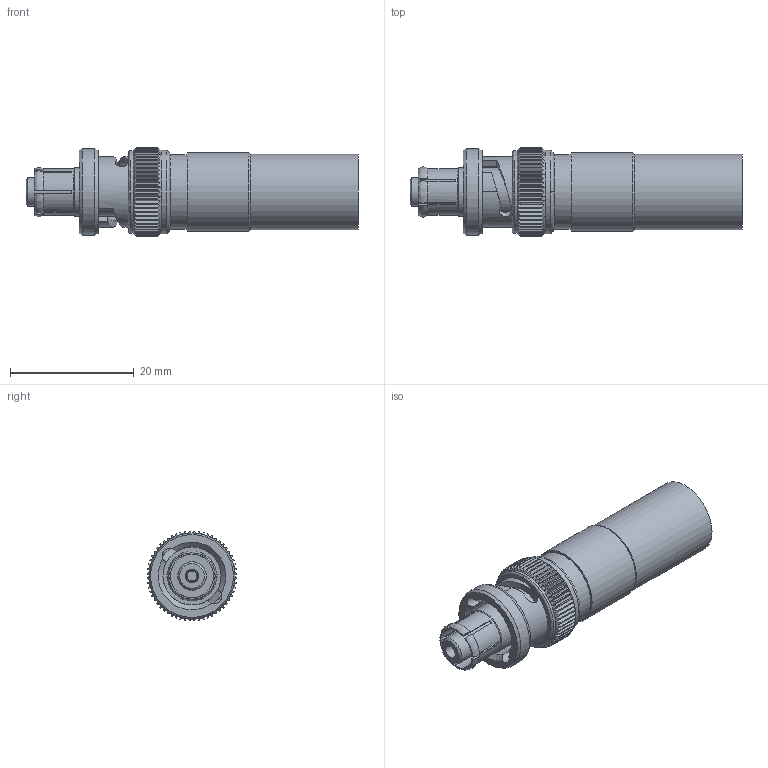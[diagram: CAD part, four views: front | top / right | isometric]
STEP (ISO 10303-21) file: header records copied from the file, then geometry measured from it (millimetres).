
FILE_DESCRIPTION (( 'STEP AP203' ), '1' );
FILE_NAME ('PE4496.step', '2020-04-23T19:17:03', ( '' ), ( '' ), 'SwSTEP 2.0', 'SolidWorks 2018', '' );
FILE_SCHEMA (( 'CONFIG_CONTROL_DESIGN' ));
Length unit declared in the file: inch
Products named in the file (1): PE4496
Bounding box: 53.62 x 14.47 x 14.47 mm (x, y, z)
Volume: 4148.5 mm3; surface area: 4796.7 mm2
Topology: 3 solids, 3 shells, 321 faces, 911 edges, 603 vertices
Faces by surface type: plane 189, cylinder 103, bspline 18, cone 11
Full cylindrical faces by diameter (mm): 1.016 x1, 1.589 x1, 2.15 x1, 2.184 x1, 2.5 x1, 3.175 x1, 4.013 x1, 4.595 x1, 7.057 x1, 7.5 x1, 7.501 x1, 7.755 x1, 8.743 x1, 9 x1, 9.395 x1, 10.6 x1, 11.395 x1, 11.975 x1, 12.25 x1, 12.676 x1, 13.38 x1, 13.424 x1, 13.922 x1
Entity records: 12373 total; most frequent: CARTESIAN_POINT 4738, ORIENTED_EDGE 1718, DIRECTION 1358, EDGE_CURVE 859, VERTEX_POINT 587, AXIS2_PLACEMENT_3D 531, EDGE_LOOP 368, FACE_OUTER_BOUND 342
